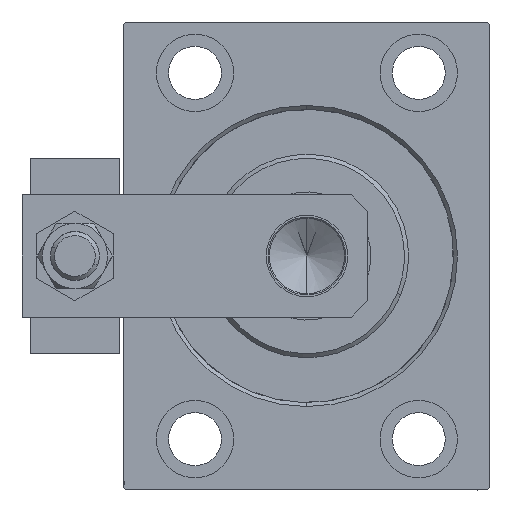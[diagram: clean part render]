
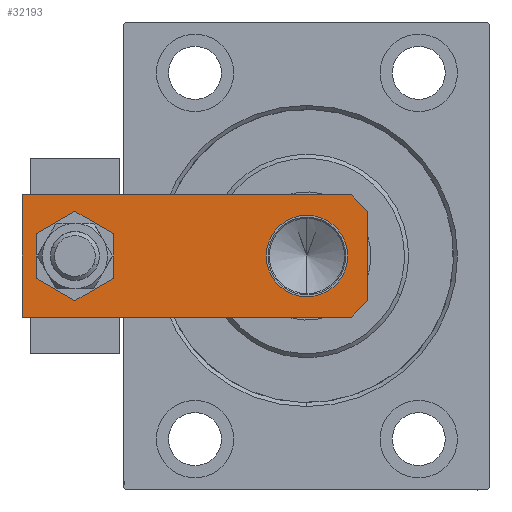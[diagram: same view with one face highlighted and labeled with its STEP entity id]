
A CAD part, left-side view. The second image highlights one B-rep face of the part: STEP entity #32193.
In plain terms, the highlighted face is planar.
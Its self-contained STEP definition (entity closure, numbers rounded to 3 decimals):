
#163 = CARTESIAN_POINT ( 'NONE',  ( 10., 15., 8. ) ) ;
#340 = CARTESIAN_POINT ( 'NONE',  ( -10., 15., 8. ) ) ;
#1289 = CARTESIAN_POINT ( 'NONE',  ( 15., 85., 8. ) ) ;
#1419 = LINE ( 'NONE', #41236, #47265 ) ;
#3840 = VECTOR ( 'NONE', #43714, 1000. ) ;
#4661 = LINE ( 'NONE', #1289, #3840 ) ;
#4819 = ORIENTED_EDGE ( 'NONE', *, *, #29948, .F. ) ;
#5352 = EDGE_CURVE ( 'NONE', #28246, #44950, #32410, .T. ) ;
#5680 = VECTOR ( 'NONE', #23691, 1000. ) ;
#7604 = VERTEX_POINT ( 'NONE', #49977 ) ;
#7905 = CARTESIAN_POINT ( 'NONE',  ( -15., 85., 8. ) ) ;
#8170 = DIRECTION ( 'NONE',  ( 1., 0., 0. ) ) ;
#10277 = DIRECTION ( 'NONE',  ( 0., 0., 1. ) ) ;
#10458 = AXIS2_PLACEMENT_3D ( 'NONE', #43643, #12598, #20374 ) ;
#10666 = VERTEX_POINT ( 'NONE', #13587 ) ;
#11472 = CARTESIAN_POINT ( 'NONE',  ( -11., 0., 8. ) ) ;
#11709 = PLANE ( 'NONE',  #49169 ) ;
#12559 = ORIENTED_EDGE ( 'NONE', *, *, #45462, .T. ) ;
#12598 = DIRECTION ( 'NONE',  ( 0., 0., 1. ) ) ;
#12676 = ORIENTED_EDGE ( 'NONE', *, *, #35528, .F. ) ;
#13587 = CARTESIAN_POINT ( 'NONE',  ( 15., 85., 8. ) ) ;
#14724 = CARTESIAN_POINT ( 'NONE',  ( 0., 72., 8. ) ) ;
#14872 = ORIENTED_EDGE ( 'NONE', *, *, #44604, .T. ) ;
#15191 = DIRECTION ( 'NONE',  ( 0., 0., 1. ) ) ;
#15668 = CARTESIAN_POINT ( 'NONE',  ( -15., 0., 8. ) ) ;
#15875 = DIRECTION ( 'NONE',  ( 1., 0., 0. ) ) ;
#16940 = DIRECTION ( 'NONE',  ( 0., 1., 0. ) ) ;
#18132 = CARTESIAN_POINT ( 'NONE',  ( -15., 4., 8. ) ) ;
#19081 = CARTESIAN_POINT ( 'NONE',  ( 0., 15., 8. ) ) ;
#19813 = LINE ( 'NONE', #15668, #42056 ) ;
#19986 = FACE_BOUND ( 'NONE', #44759, .T. ) ;
#20374 = DIRECTION ( 'NONE',  ( 1., 0., 0. ) ) ;
#20504 = FACE_OUTER_BOUND ( 'NONE', #21465, .T. ) ;
#21047 = VERTEX_POINT ( 'NONE', #29438 ) ;
#21465 = EDGE_LOOP ( 'NONE', ( #14872, #47861, #12559, #24415, #32682, #44682 ) ) ;
#23107 = EDGE_CURVE ( 'NONE', #7604, #21047, #47895, .T. ) ;
#23691 = DIRECTION ( 'NONE',  ( 0., -1., 0. ) ) ;
#24174 = ORIENTED_EDGE ( 'NONE', *, *, #42119, .F. ) ;
#24415 = ORIENTED_EDGE ( 'NONE', *, *, #23107, .T. ) ;
#24940 = EDGE_CURVE ( 'NONE', #21047, #10666, #1419, .T. ) ;
#25977 = CIRCLE ( 'NONE', #39179, 7. ) ;
#27091 = AXIS2_PLACEMENT_3D ( 'NONE', #45715, #10277, #15875 ) ;
#27092 = CARTESIAN_POINT ( 'NONE',  ( -7., 72., 8. ) ) ;
#27161 = CIRCLE ( 'NONE', #29617, 10. ) ;
#27752 = CARTESIAN_POINT ( 'NONE',  ( 0., 0., 8. ) ) ;
#27831 = LINE ( 'NONE', #7905, #5680 ) ;
#28246 = VERTEX_POINT ( 'NONE', #18132 ) ;
#28787 = CARTESIAN_POINT ( 'NONE',  ( -5.5, -5.5, 8. ) ) ;
#29438 = CARTESIAN_POINT ( 'NONE',  ( 15., 4., 8. ) ) ;
#29617 = AXIS2_PLACEMENT_3D ( 'NONE', #19081, #15191, #30974 ) ;
#29948 = EDGE_CURVE ( 'NONE', #33207, #39075, #25977, .T. ) ;
#30000 = DIRECTION ( 'NONE',  ( 0., 0., 1. ) ) ;
#30974 = DIRECTION ( 'NONE',  ( 1., 0., 0. ) ) ;
#31074 = CARTESIAN_POINT ( 'NONE',  ( 7., 72., 8. ) ) ;
#32193 = ADVANCED_FACE ( 'NONE', ( #19986, #20504, #44028 ), #11709, .T. ) ;
#32410 = LINE ( 'NONE', #28787, #50906 ) ;
#32682 = ORIENTED_EDGE ( 'NONE', *, *, #24940, .T. ) ;
#33004 = VERTEX_POINT ( 'NONE', #35772 ) ;
#33207 = VERTEX_POINT ( 'NONE', #31074 ) ;
#33677 = CIRCLE ( 'NONE', #27091, 7. ) ;
#34134 = DIRECTION ( 'NONE',  ( 1., 0., 0. ) ) ;
#35528 = EDGE_CURVE ( 'NONE', #45449, #35679, #47634, .T. ) ;
#35679 = VERTEX_POINT ( 'NONE', #340 ) ;
#35763 = DIRECTION ( 'NONE',  ( 1., 0., 0. ) ) ;
#35772 = CARTESIAN_POINT ( 'NONE',  ( -15., 85., 8. ) ) ;
#36104 = EDGE_CURVE ( 'NONE', #10666, #33004, #4661, .T. ) ;
#36283 = DIRECTION ( 'NONE',  ( 0., 0., 1. ) ) ;
#37440 = VECTOR ( 'NONE', #48144, 1000. ) ;
#38228 = ORIENTED_EDGE ( 'NONE', *, *, #43022, .F. ) ;
#39075 = VERTEX_POINT ( 'NONE', #27092 ) ;
#39179 = AXIS2_PLACEMENT_3D ( 'NONE', #14724, #30000, #34134 ) ;
#39647 = DIRECTION ( 'NONE',  ( 0.707, -0.707, 0. ) ) ;
#41236 = CARTESIAN_POINT ( 'NONE',  ( 15., 0., 8. ) ) ;
#42056 = VECTOR ( 'NONE', #8170, 1000. ) ;
#42119 = EDGE_CURVE ( 'NONE', #39075, #33207, #33677, .T. ) ;
#42391 = EDGE_LOOP ( 'NONE', ( #38228, #12676 ) ) ;
#43022 = EDGE_CURVE ( 'NONE', #35679, #45449, #27161, .T. ) ;
#43643 = CARTESIAN_POINT ( 'NONE',  ( 0., 15., 8. ) ) ;
#43714 = DIRECTION ( 'NONE',  ( -1., 0., 0. ) ) ;
#44028 = FACE_BOUND ( 'NONE', #42391, .T. ) ;
#44604 = EDGE_CURVE ( 'NONE', #33004, #28246, #27831, .T. ) ;
#44682 = ORIENTED_EDGE ( 'NONE', *, *, #36104, .T. ) ;
#44759 = EDGE_LOOP ( 'NONE', ( #24174, #4819 ) ) ;
#44950 = VERTEX_POINT ( 'NONE', #11472 ) ;
#45449 = VERTEX_POINT ( 'NONE', #163 ) ;
#45462 = EDGE_CURVE ( 'NONE', #44950, #7604, #19813, .T. ) ;
#45715 = CARTESIAN_POINT ( 'NONE',  ( 0., 72., 8. ) ) ;
#47265 = VECTOR ( 'NONE', #16940, 1000. ) ;
#47634 = CIRCLE ( 'NONE', #10458, 10. ) ;
#47861 = ORIENTED_EDGE ( 'NONE', *, *, #5352, .T. ) ;
#47895 = LINE ( 'NONE', #51011, #37440 ) ;
#48144 = DIRECTION ( 'NONE',  ( 0.707, 0.707, 0. ) ) ;
#49169 = AXIS2_PLACEMENT_3D ( 'NONE', #27752, #36283, #35763 ) ;
#49977 = CARTESIAN_POINT ( 'NONE',  ( 11., 0., 8. ) ) ;
#50906 = VECTOR ( 'NONE', #39647, 1000. ) ;
#51011 = CARTESIAN_POINT ( 'NONE',  ( 5.5, -5.5, 8. ) ) ;
